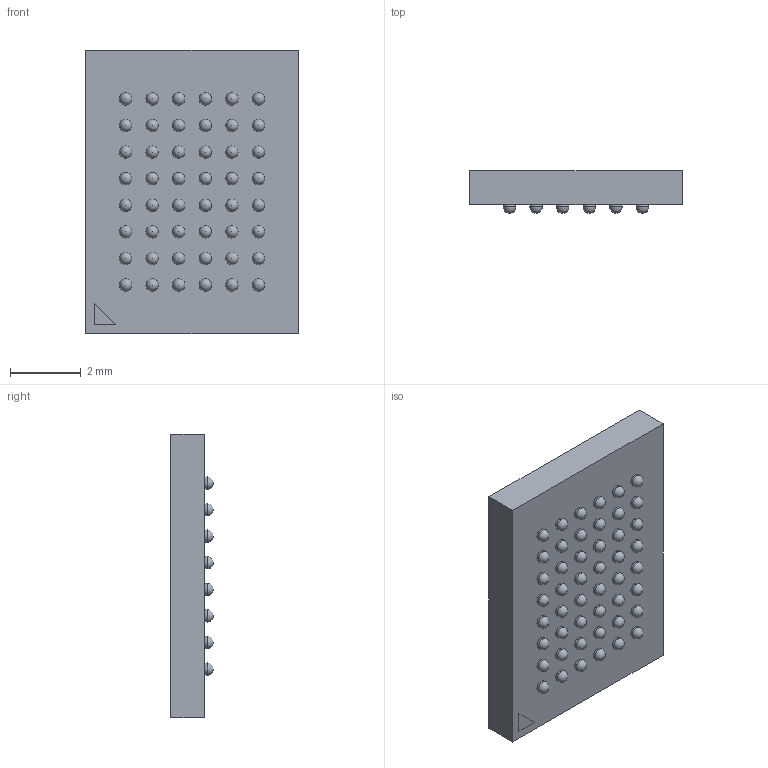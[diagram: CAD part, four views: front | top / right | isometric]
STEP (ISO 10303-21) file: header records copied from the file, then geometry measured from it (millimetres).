
FILE_DESCRIPTION (( 'STEP AP214' ), '1' );
FILE_NAME ('IS66WVE4M16ECLL-70BLI.STEP', '2020-12-18T16:52:41', ( '' ), ( '' ), 'SwSTEP 2.0', 'SolidWorks 2017', '' );
FILE_SCHEMA (( 'AUTOMOTIVE_DESIGN' ));
Length unit declared in the file: millimetre
Products named in the file (1): IS66WVE4M16ECLL-70BLI
Bounding box: 6 x 1.2 x 8 mm (x, y, z)
Volume: 46.5 mm3; surface area: 141.8 mm2
Topology: 51 solids, 51 shells, 166 faces, 426 edges, 316 vertices
Faces by surface type: sphere 96, plane 66, cylinder 4
Entity records: 4398 total; most frequent: DIRECTION 768, CARTESIAN_POINT 621, ORIENTED_EDGE 468, AXIS2_PLACEMENT_3D 367, EDGE_CURVE 234, VERTEX_POINT 220, EDGE_LOOP 216, CIRCLE 200
